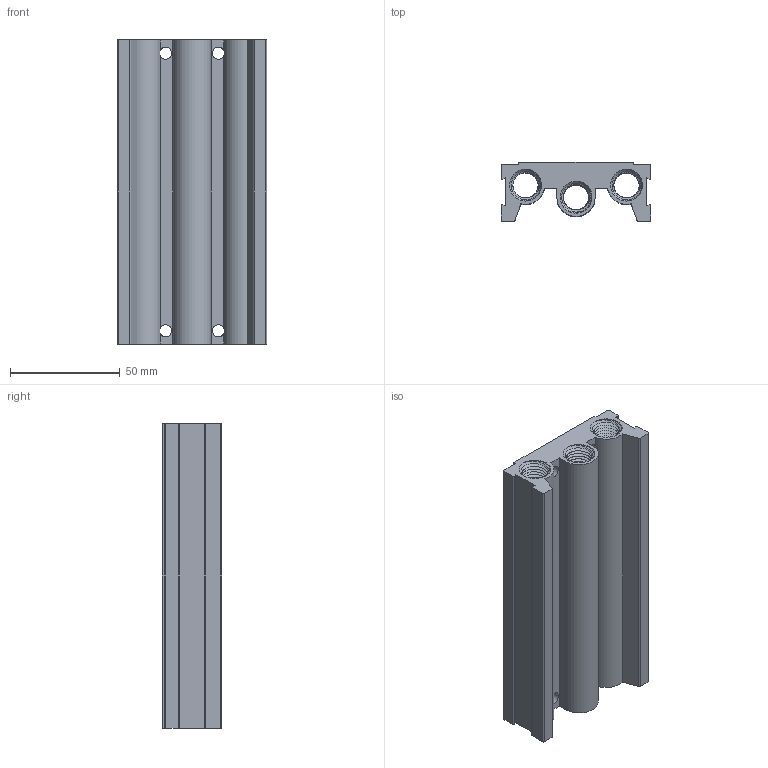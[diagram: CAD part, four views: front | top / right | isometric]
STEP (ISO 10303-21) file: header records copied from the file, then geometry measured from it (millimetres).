
FILE_DESCRIPTION (( 'STEP AP203' ), '1' );
FILE_NAME ('mf4500-m04.STEP', '2013-02-05T01:15:16', ( '' ), ( '' ), 'SwSTEP 2.0', 'SolidWorks 2008', '' );
FILE_SCHEMA (( 'CONFIG_CONTROL_DESIGN' ));
Length unit declared in the file: millimetre
Products named in the file (1): mf4500-m04
Bounding box: 68 x 27 x 138.5 mm (x, y, z)
Volume: 124802.9 mm3; surface area: 56638.2 mm2
Topology: 1 solids, 1 shells, 296 faces, 934 edges, 652 vertices
Faces by surface type: cylinder 177, plane 71, cone 24, bspline 24
Entity records: 20892 total; most frequent: CARTESIAN_POINT 13266, ORIENTED_EDGE 1868, DIRECTION 1286, EDGE_CURVE 934, VERTEX_POINT 652, AXIS2_PLACEMENT_3D 487, EDGE_LOOP 346, VECTOR 312
